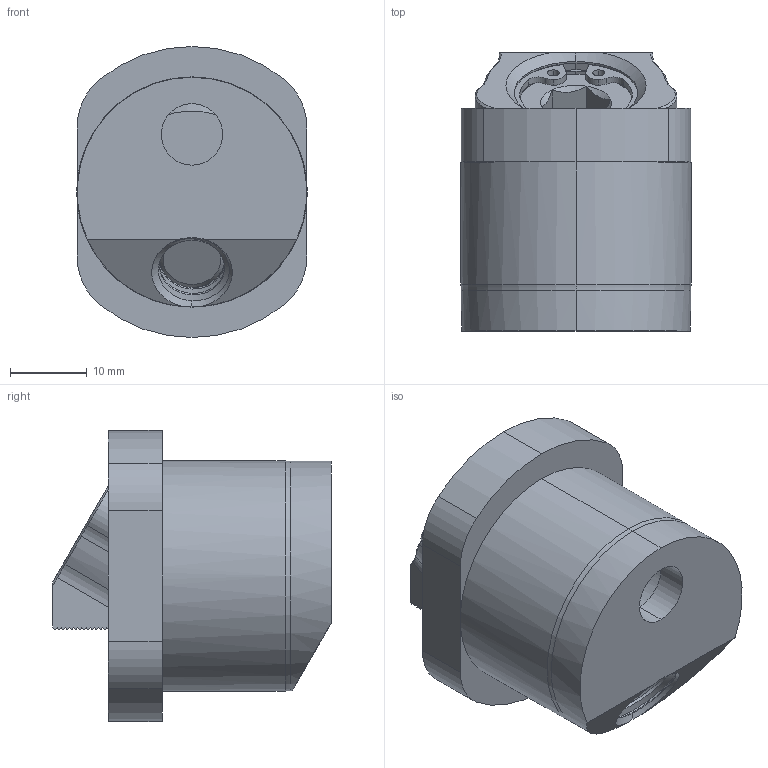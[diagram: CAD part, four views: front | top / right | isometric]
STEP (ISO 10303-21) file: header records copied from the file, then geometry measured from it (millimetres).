
FILE_DESCRIPTION (( 'STEP AP214' ), '1' );
FILE_NAME ('28328_good.STEP', '2022-07-14T20:19:07', ( '' ), ( '' ), 'SwSTEP 2.0', 'SolidWorks 2021', '' );
FILE_SCHEMA (( 'AUTOMOTIVE_DESIGN' ));
Length unit declared in the file: inch
Products named in the file (6): 283242_283242 ; 28328_good; 284901_default; M1018MM SHCS_M1018MM SHCS; 28430 NEW_28425; 28490_28486
Assembly tree (5 placements, depth 3):
  28328_good
    28430 NEW_28425
    28490_28486
      284901_default
      283242_283242 
      M1018MM SHCS_M1018MM SHCS
Bounding box: 29.99 x 36.24 x 37.9 mm (x, y, z)
Volume: 19286.4 mm3; surface area: 11896 mm2
Topology: 4 solids, 4 shells, 326 faces, 890 edges, 575 vertices
Faces by surface type: plane 138, cylinder 134, cone 47, bspline 5, torus 2
Entity records: 15532 total; most frequent: CARTESIAN_POINT 7180, ORIENTED_EDGE 1780, DIRECTION 1538, EDGE_CURVE 890, VERTEX_POINT 575, LINE 514, VECTOR 514, AXIS2_PLACEMENT_3D 512
